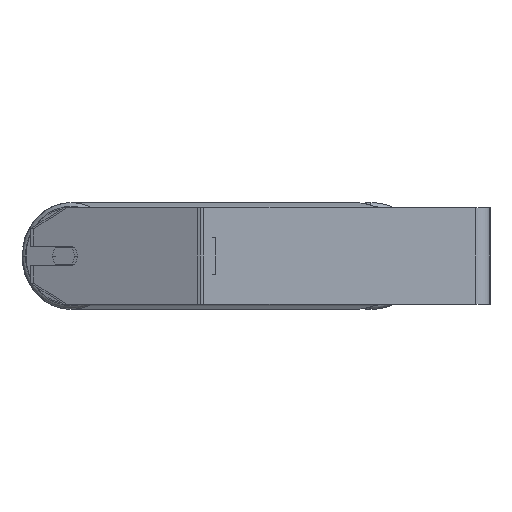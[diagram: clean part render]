
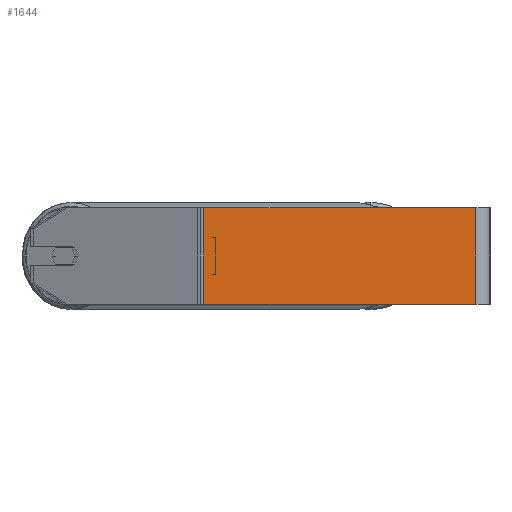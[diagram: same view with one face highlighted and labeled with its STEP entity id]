
A CAD part, left-side view. The second image highlights one B-rep face of the part: STEP entity #1644.
In plain terms, the highlighted planar face has unit normal (-1, 0, 0).
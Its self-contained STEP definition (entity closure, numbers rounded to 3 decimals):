
#259 = CARTESIAN_POINT ( 'NONE',  ( -900., 238.036, 40. ) ) ;
#746 = DIRECTION ( 'NONE',  ( 0., 0., -1. ) ) ;
#830 = CARTESIAN_POINT ( 'NONE',  ( -900., 238.036, 40. ) ) ;
#920 = FACE_OUTER_BOUND ( 'NONE', #8584, .T. ) ;
#996 = DIRECTION ( 'NONE',  ( 0., -1., 0. ) ) ;
#1294 = VERTEX_POINT ( 'NONE', #6949 ) ;
#1644 = ADVANCED_FACE ( 'NONE', ( #920 ), #4873, .F. ) ;
#1809 = LINE ( 'NONE', #8000, #7736 ) ;
#2757 = VECTOR ( 'NONE', #746, 1000. ) ;
#2895 = CARTESIAN_POINT ( 'NONE',  ( -900., 240.696, 40. ) ) ;
#2922 = EDGE_CURVE ( 'NONE', #4318, #1294, #3545, .T. ) ;
#2986 = ORIENTED_EDGE ( 'NONE', *, *, #4624, .F. ) ;
#3230 = ORIENTED_EDGE ( 'NONE', *, *, #5287, .T. ) ;
#3231 = DIRECTION ( 'NONE',  ( 0., -1., 0. ) ) ;
#3367 = ORIENTED_EDGE ( 'NONE', *, *, #5965, .F. ) ;
#3451 = DIRECTION ( 'NONE',  ( 1., 0., 0. ) ) ;
#3545 = LINE ( 'NONE', #259, #2757 ) ;
#4095 = VECTOR ( 'NONE', #996, 1000. ) ;
#4318 = VERTEX_POINT ( 'NONE', #830 ) ;
#4415 = VERTEX_POINT ( 'NONE', #5094 ) ;
#4494 = VECTOR ( 'NONE', #8484, 1000. ) ;
#4624 = EDGE_CURVE ( 'NONE', #4415, #6212, #5131, .T. ) ;
#4873 = PLANE ( 'NONE',  #7265 ) ;
#4920 = CARTESIAN_POINT ( 'NONE',  ( -900., 240.696, 40. ) ) ;
#5094 = CARTESIAN_POINT ( 'NONE',  ( -900., 12., 40. ) ) ;
#5131 = LINE ( 'NONE', #5789, #4494 ) ;
#5287 = EDGE_CURVE ( 'NONE', #1294, #6212, #1809, .T. ) ;
#5469 = CARTESIAN_POINT ( 'NONE',  ( -900., 12., -40. ) ) ;
#5789 = CARTESIAN_POINT ( 'NONE',  ( -900., 12., 40. ) ) ;
#5965 = EDGE_CURVE ( 'NONE', #4318, #4415, #6356, .T. ) ;
#6212 = VERTEX_POINT ( 'NONE', #5469 ) ;
#6356 = LINE ( 'NONE', #2895, #4095 ) ;
#6856 = DIRECTION ( 'NONE',  ( 0., 0., -1. ) ) ;
#6949 = CARTESIAN_POINT ( 'NONE',  ( -900., 238.036, -40. ) ) ;
#7265 = AXIS2_PLACEMENT_3D ( 'NONE', #4920, #3451, #6856 ) ;
#7736 = VECTOR ( 'NONE', #3231, 1000. ) ;
#8000 = CARTESIAN_POINT ( 'NONE',  ( -900., 240.696, -40. ) ) ;
#8021 = ORIENTED_EDGE ( 'NONE', *, *, #2922, .T. ) ;
#8484 = DIRECTION ( 'NONE',  ( 0., 0., -1. ) ) ;
#8584 = EDGE_LOOP ( 'NONE', ( #3230, #2986, #3367, #8021 ) ) ;
